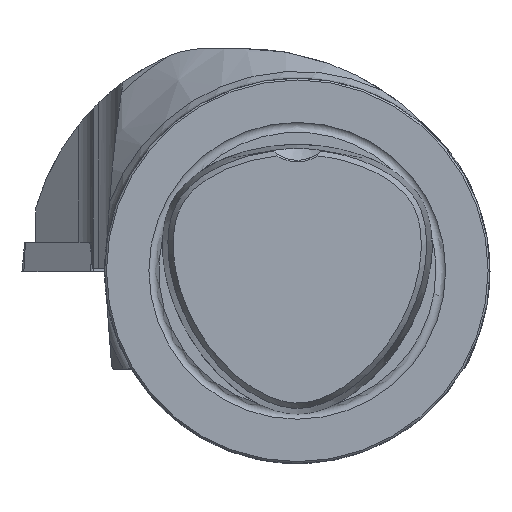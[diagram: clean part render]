
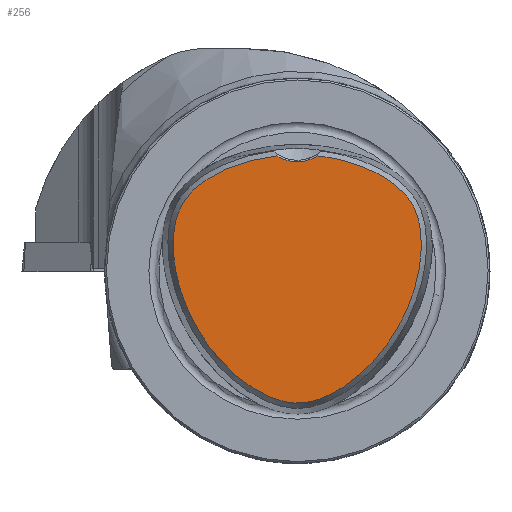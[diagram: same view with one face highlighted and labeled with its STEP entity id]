
A CAD part, top view. The second image highlights one B-rep face of the part: STEP entity #256.
In plain terms, the highlighted planar face has unit normal (0, 0, 1).
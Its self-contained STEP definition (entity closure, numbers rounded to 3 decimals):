
#188=FACE_OUTER_BOUND('',#534,.T.);
#256=ADVANCED_FACE('',(#188),#305,.T.);
#305=PLANE('',#1517);
#534=EDGE_LOOP('',(#798,#799));
#798=ORIENTED_EDGE('',*,*,#1209,.T.);
#799=ORIENTED_EDGE('',*,*,#1211,.F.);
#1044=VERTEX_POINT('',#2773);
#1045=VERTEX_POINT('',#2845);
#1209=EDGE_CURVE('',#1045,#1044,#1331,.T.);
#1211=EDGE_CURVE('',#1045,#1044,#1283,.T.);
#1283=CIRCLE('',#1516,6.25);
#1331=B_SPLINE_CURVE_WITH_KNOTS('',3,(#2774,#2775,#2776,#2777,#2778,#2779,
#2780,#2781,#2782,#2783,#2784,#2785,#2786,#2787,#2788,#2789,#2790,#2791,
#2792,#2793,#2794,#2795,#2796,#2797,#2798,#2799,#2800,#2801,#2802,#2803,
#2804,#2805,#2806,#2807,#2808,#2809,#2810,#2811,#2812,#2813,#2814,#2815,
#2816,#2817,#2818,#2819,#2820,#2821,#2822,#2823,#2824,#2825,#2826,#2827,
#2828,#2829,#2830,#2831,#2832,#2833,#2834,#2835,#2836,#2837,#2838,#2839,
#2840,#2841,#2842,#2843,#2844),.UNSPECIFIED.,.T.,.F.,(1,1,2,1,1,1,1,1,1,
1,1,1,1,1,1,1,1,1,1,1,1,1,1,1,1,1,1,1,1,1,1,1,1,1,1,1,1,1,1,1,1,1,1,1,1,
1,1,1,1,1,1,1,1,1,1,1,1,1,1,1,1,1,1,1,1,1,1,1,1,1,2,1,1),(-0.031,-0.016,
0.,0.016,0.031,0.063,0.078,0.094,0.109,0.125,0.133,0.141,
0.148,0.156,0.164,0.172,0.18,0.188,0.195,0.203,
0.219,0.234,0.25,0.266,0.281,0.313,0.344,0.359,0.375,0.406,
0.422,0.438,0.453,0.469,0.484,0.492,0.5,0.508,0.516,
0.531,0.547,0.563,0.578,0.594,0.625,0.641,0.656,0.688,
0.719,0.734,0.75,0.766,0.781,0.797,0.805,0.813,0.82,
0.828,0.836,0.844,0.852,0.859,0.867,0.875,0.891,
0.906,0.922,0.938,0.969,0.984,1.,1.016,1.031),
 .UNSPECIFIED.);
#1516=AXIS2_PLACEMENT_3D('',#3063,#1810,#1811);
#1517=AXIS2_PLACEMENT_3D('',#3064,#1812,#1813);
#1810=DIRECTION('',(0.,0.,1.));
#1811=DIRECTION('',(1.,0.,0.));
#1812=DIRECTION('',(0.,0.,1.));
#1813=DIRECTION('',(1.,0.,0.));
#2773=CARTESIAN_POINT('',(3.336,18.715,38.));
#2774=CARTESIAN_POINT('',(0.692,18.892,38.));
#2775=CARTESIAN_POINT('',(-0.692,18.892,38.));
#2776=CARTESIAN_POINT('',(-2.048,18.848,38.));
#2777=CARTESIAN_POINT('',(-4.776,18.58,38.));
#2778=CARTESIAN_POINT('',(-7.432,18.048,38.));
#2779=CARTESIAN_POINT('',(-10.028,17.228,38.));
#2780=CARTESIAN_POINT('',(-11.903,16.471,38.));
#2781=CARTESIAN_POINT('',(-13.693,15.564,38.));
#2782=CARTESIAN_POINT('',(-15.082,14.681,38.));
#2783=CARTESIAN_POINT('',(-16.125,13.885,38.));
#2784=CARTESIAN_POINT('',(-16.853,13.252,38.));
#2785=CARTESIAN_POINT('',(-17.521,12.579,38.));
#2786=CARTESIAN_POINT('',(-18.121,11.867,38.));
#2787=CARTESIAN_POINT('',(-18.644,11.115,38.));
#2788=CARTESIAN_POINT('',(-19.086,10.318,38.));
#2789=CARTESIAN_POINT('',(-19.451,9.473,38.));
#2790=CARTESIAN_POINT('',(-19.745,8.583,38.));
#2791=CARTESIAN_POINT('',(-19.971,7.656,38.));
#2792=CARTESIAN_POINT('',(-20.192,6.373,38.));
#2793=CARTESIAN_POINT('',(-20.319,4.741,38.));
#2794=CARTESIAN_POINT('',(-20.272,2.742,38.));
#2795=CARTESIAN_POINT('',(-20.046,0.737,38.));
#2796=CARTESIAN_POINT('',(-19.658,-1.256,38.));
#2797=CARTESIAN_POINT('',(-18.94,-3.888,38.));
#2798=CARTESIAN_POINT('',(-17.704,-7.063,38.));
#2799=CARTESIAN_POINT('',(-16.063,-10.054,38.));
#2800=CARTESIAN_POINT('',(-14.516,-12.317,38.));
#2801=CARTESIAN_POINT('',(-12.825,-14.47,38.));
#2802=CARTESIAN_POINT('',(-10.947,-16.416,38.));
#2803=CARTESIAN_POINT('',(-8.854,-18.144,38.));
#2804=CARTESIAN_POINT('',(-7.201,-19.293,38.));
#2805=CARTESIAN_POINT('',(-5.468,-20.274,38.));
#2806=CARTESIAN_POINT('',(-3.67,-21.05,38.));
#2807=CARTESIAN_POINT('',(-2.148,-21.48,38.));
#2808=CARTESIAN_POINT('',(-0.912,-21.662,38.));
#2809=CARTESIAN_POINT('',(0.,-21.708,38.));
#2810=CARTESIAN_POINT('',(0.912,-21.662,38.));
#2811=CARTESIAN_POINT('',(2.148,-21.48,38.));
#2812=CARTESIAN_POINT('',(3.67,-21.05,38.));
#2813=CARTESIAN_POINT('',(5.468,-20.274,38.));
#2814=CARTESIAN_POINT('',(7.201,-19.293,38.));
#2815=CARTESIAN_POINT('',(8.854,-18.144,38.));
#2816=CARTESIAN_POINT('',(10.947,-16.416,38.));
#2817=CARTESIAN_POINT('',(12.825,-14.47,38.));
#2818=CARTESIAN_POINT('',(14.516,-12.317,38.));
#2819=CARTESIAN_POINT('',(16.063,-10.054,38.));
#2820=CARTESIAN_POINT('',(17.704,-7.063,38.));
#2821=CARTESIAN_POINT('',(18.94,-3.888,38.));
#2822=CARTESIAN_POINT('',(19.658,-1.256,38.));
#2823=CARTESIAN_POINT('',(20.046,0.737,38.));
#2824=CARTESIAN_POINT('',(20.272,2.742,38.));
#2825=CARTESIAN_POINT('',(20.319,4.741,38.));
#2826=CARTESIAN_POINT('',(20.192,6.373,38.));
#2827=CARTESIAN_POINT('',(19.971,7.656,38.));
#2828=CARTESIAN_POINT('',(19.745,8.583,38.));
#2829=CARTESIAN_POINT('',(19.451,9.473,38.));
#2830=CARTESIAN_POINT('',(19.086,10.318,38.));
#2831=CARTESIAN_POINT('',(18.644,11.115,38.));
#2832=CARTESIAN_POINT('',(18.121,11.867,38.));
#2833=CARTESIAN_POINT('',(17.521,12.579,38.));
#2834=CARTESIAN_POINT('',(16.853,13.252,38.));
#2835=CARTESIAN_POINT('',(16.125,13.885,38.));
#2836=CARTESIAN_POINT('',(15.082,14.681,38.));
#2837=CARTESIAN_POINT('',(13.693,15.564,38.));
#2838=CARTESIAN_POINT('',(11.903,16.471,38.));
#2839=CARTESIAN_POINT('',(10.028,17.228,38.));
#2840=CARTESIAN_POINT('',(7.432,18.048,38.));
#2841=CARTESIAN_POINT('',(4.776,18.58,38.));
#2842=CARTESIAN_POINT('',(2.048,18.848,38.));
#2843=CARTESIAN_POINT('',(0.692,18.892,38.));
#2844=CARTESIAN_POINT('',(-0.692,18.892,38.));
#2845=CARTESIAN_POINT('',(-3.336,18.715,38.));
#3063=CARTESIAN_POINT('',(0.,24.,38.));
#3064=CARTESIAN_POINT('',(0.,0.,38.));
